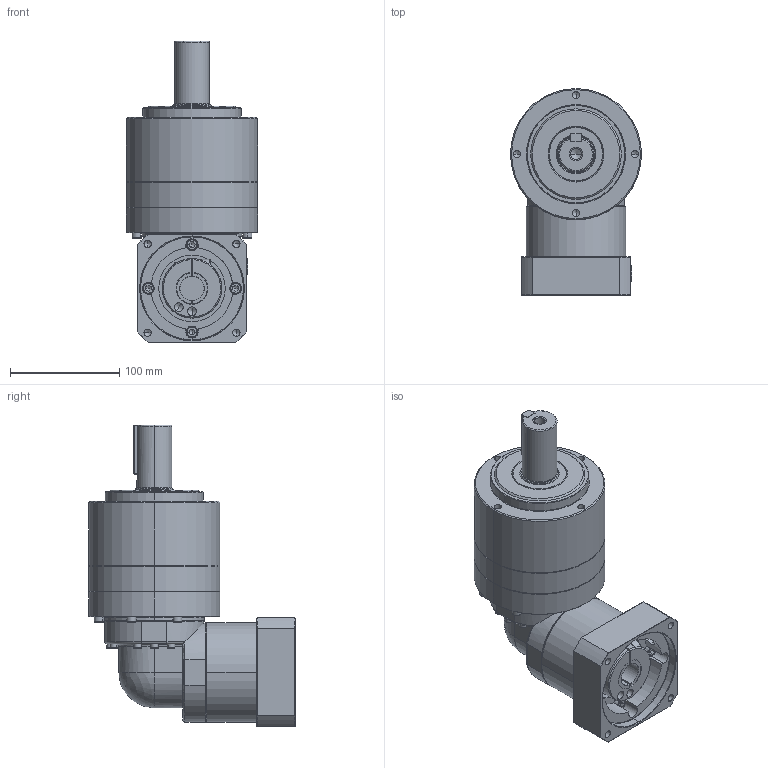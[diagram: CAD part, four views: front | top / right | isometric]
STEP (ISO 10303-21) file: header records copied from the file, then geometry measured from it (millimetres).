
FILE_DESCRIPTION (( 'STEP AP214' ), '1' );
FILE_NAME ('PGB120-25A4.STEP', '2015-05-04T18:28:13', ( '' ), ( '' ), 'SwSTEP 2.0', 'SolidWorks 2014', '' );
FILE_SCHEMA (( 'AUTOMOTIVE_DESIGN' ));
Length unit declared in the file: inch
Products named in the file (1): PGB120-25A4
Bounding box: 120 x 189 x 276.5 mm (x, y, z)
Volume: 2248548.4 mm3; surface area: 160929.5 mm2
Topology: 1 solids, 7 shells, 640 faces, 1639 edges, 1004 vertices
Faces by surface type: plane 271, cylinder 166, cone 124, torus 77, sphere 2
Entity records: 23236 total; most frequent: CARTESIAN_POINT 4155, DIRECTION 3251, ORIENTED_EDGE 3144, EDGE_CURVE 1572, AXIS2_PLACEMENT_3D 1264, VERTEX_POINT 1002, LINE 723, VECTOR 723
